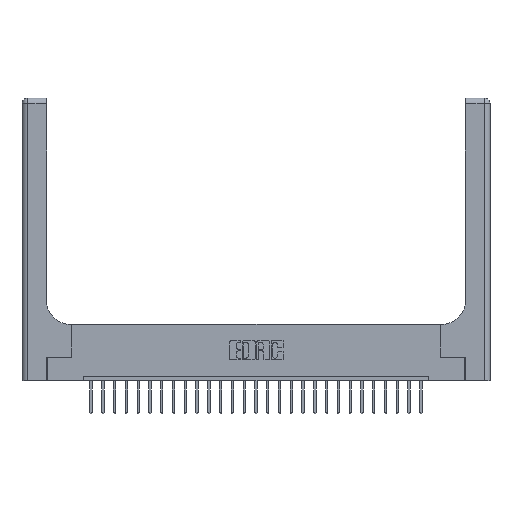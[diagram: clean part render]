
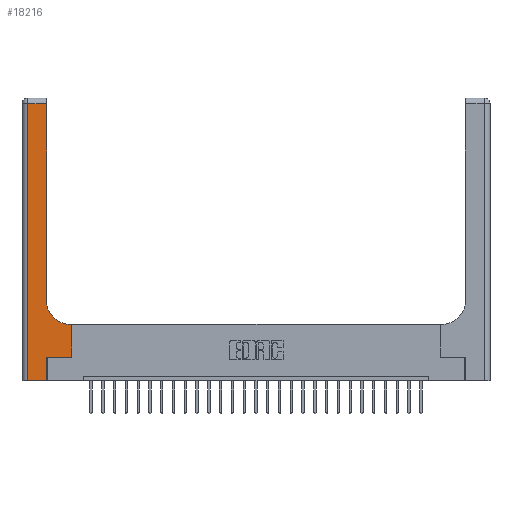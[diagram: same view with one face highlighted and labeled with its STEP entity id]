
A CAD part, top view. The second image highlights one B-rep face of the part: STEP entity #18216.
In plain terms, the highlighted planar face has unit normal (0, 0, 1).
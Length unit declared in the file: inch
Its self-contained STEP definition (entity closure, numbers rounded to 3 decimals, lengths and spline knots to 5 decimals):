
#366 = EDGE_CURVE ( 'NONE', #6743, #22034, #15955, .T. ) ;
#694 = CARTESIAN_POINT ( 'NONE',  ( 0.265, 0., 0.37 ) ) ;
#2478 = CARTESIAN_POINT ( 'NONE',  ( 0.06, 0., 0.37 ) ) ;
#2810 = VECTOR ( 'NONE', #24604, 39.37008 ) ;
#4506 = VERTEX_POINT ( 'NONE', #22345 ) ;
#4623 = CARTESIAN_POINT ( 'NONE',  ( 0., 2.94, 0.37 ) ) ;
#5124 = CARTESIAN_POINT ( 'NONE',  ( 0.265, 0.25, 0.37 ) ) ;
#5334 = CARTESIAN_POINT ( 'NONE',  ( 0.265, 0.25, 0.37 ) ) ;
#6202 = VECTOR ( 'NONE', #21202, 39.37008 ) ;
#6628 = VECTOR ( 'NONE', #19226, 39.37008 ) ;
#6743 = VERTEX_POINT ( 'NONE', #2478 ) ;
#6804 = VECTOR ( 'NONE', #21928, 39.37008 ) ;
#7392 = ORIENTED_EDGE ( 'NONE', *, *, #10445, .T. ) ;
#8204 = VECTOR ( 'NONE', #12372, 39.37008 ) ;
#8689 = CARTESIAN_POINT ( 'NONE',  ( 0.528, 0.6, 0.37 ) ) ;
#8964 = ORIENTED_EDGE ( 'NONE', *, *, #366, .T. ) ;
#9397 = CARTESIAN_POINT ( 'NONE',  ( 0.26, 2.94, 0.37 ) ) ;
#9476 = DIRECTION ( 'NONE',  ( 0., 0., -1. ) ) ;
#9481 = VERTEX_POINT ( 'NONE', #5124 ) ;
#9635 = EDGE_CURVE ( 'NONE', #4506, #20747, #24906, .T. ) ;
#9861 = CARTESIAN_POINT ( 'NONE',  ( 0.528, 0.25, 0.37 ) ) ;
#9999 = AXIS2_PLACEMENT_3D ( 'NONE', #24801, #9476, #24887 ) ;
#10445 = EDGE_CURVE ( 'NONE', #24139, #4506, #23647, .T. ) ;
#10782 = AXIS2_PLACEMENT_3D ( 'NONE', #14820, #21380, #11924 ) ;
#10894 = VECTOR ( 'NONE', #22704, 39.37008 ) ;
#11227 = EDGE_LOOP ( 'NONE', ( #24740, #21634, #14608, #8964, #21700, #13636, #12651, #7392, #15844 ) ) ;
#11521 = FACE_OUTER_BOUND ( 'NONE', #11227, .T. ) ;
#11682 = LINE ( 'NONE', #4623, #11961 ) ;
#11729 = CARTESIAN_POINT ( 'NONE',  ( 0.265, 0., 0.37 ) ) ;
#11910 = LINE ( 'NONE', #9861, #6202 ) ;
#11924 = DIRECTION ( 'NONE',  ( -1., 0., 0. ) ) ;
#11961 = VECTOR ( 'NONE', #14244, 39.37008 ) ;
#12372 = DIRECTION ( 'NONE',  ( 0., 1., 0. ) ) ;
#12538 = CARTESIAN_POINT ( 'NONE',  ( 0.26, 0.6, 0.37 ) ) ;
#12586 = CARTESIAN_POINT ( 'NONE',  ( 0., 0., 0.37 ) ) ;
#12616 = DIRECTION ( 'NONE',  ( -1., 0., 0. ) ) ;
#12640 = EDGE_CURVE ( 'NONE', #9481, #16434, #23270, .T. ) ;
#12651 = ORIENTED_EDGE ( 'NONE', *, *, #16242, .T. ) ;
#13636 = ORIENTED_EDGE ( 'NONE', *, *, #12640, .T. ) ;
#13701 = CARTESIAN_POINT ( 'NONE',  ( 0.26, 3., 0.37 ) ) ;
#14244 = DIRECTION ( 'NONE',  ( -1., 0., 0. ) ) ;
#14249 = CARTESIAN_POINT ( 'NONE',  ( 0.528, 0.25, 0.37 ) ) ;
#14608 = ORIENTED_EDGE ( 'NONE', *, *, #23572, .T. ) ;
#14820 = CARTESIAN_POINT ( 'NONE',  ( 0., 3., 0.37 ) ) ;
#15619 = LINE ( 'NONE', #13701, #6628 ) ;
#15844 = ORIENTED_EDGE ( 'NONE', *, *, #9635, .T. ) ;
#15955 = LINE ( 'NONE', #12586, #10894 ) ;
#16242 = EDGE_CURVE ( 'NONE', #16434, #24139, #11910, .T. ) ;
#16434 = VERTEX_POINT ( 'NONE', #14249 ) ;
#17206 = LINE ( 'NONE', #11729, #8204 ) ;
#18216 = ADVANCED_FACE ( 'NONE', ( #11521 ), #23982, .F. ) ;
#18293 = EDGE_CURVE ( 'NONE', #22034, #9481, #17206, .T. ) ;
#18496 = VECTOR ( 'NONE', #12616, 39.37008 ) ;
#18618 = CARTESIAN_POINT ( 'NONE',  ( 0.06, 2.94, 0.37 ) ) ;
#19226 = DIRECTION ( 'NONE',  ( 0., 1., 0. ) ) ;
#19567 = VERTEX_POINT ( 'NONE', #9397 ) ;
#19602 = EDGE_CURVE ( 'NONE', #20747, #19567, #15619, .T. ) ;
#20462 = EDGE_CURVE ( 'NONE', #19567, #23693, #11682, .T. ) ;
#20747 = VERTEX_POINT ( 'NONE', #22813 ) ;
#21202 = DIRECTION ( 'NONE',  ( 0., 1., 0. ) ) ;
#21262 = LINE ( 'NONE', #23711, #6804 ) ;
#21380 = DIRECTION ( 'NONE',  ( 0., 0., -1. ) ) ;
#21634 = ORIENTED_EDGE ( 'NONE', *, *, #20462, .T. ) ;
#21700 = ORIENTED_EDGE ( 'NONE', *, *, #18293, .T. ) ;
#21928 = DIRECTION ( 'NONE',  ( 0., -1., 0. ) ) ;
#22034 = VERTEX_POINT ( 'NONE', #694 ) ;
#22345 = CARTESIAN_POINT ( 'NONE',  ( 0.51, 0.6, 0.37 ) ) ;
#22704 = DIRECTION ( 'NONE',  ( 1., 0., 0. ) ) ;
#22813 = CARTESIAN_POINT ( 'NONE',  ( 0.26, 0.85, 0.37 ) ) ;
#23270 = LINE ( 'NONE', #5334, #2810 ) ;
#23572 = EDGE_CURVE ( 'NONE', #23693, #6743, #21262, .T. ) ;
#23647 = LINE ( 'NONE', #12538, #18496 ) ;
#23693 = VERTEX_POINT ( 'NONE', #18618 ) ;
#23711 = CARTESIAN_POINT ( 'NONE',  ( 0.06, 3., 0.37 ) ) ;
#23982 = PLANE ( 'NONE',  #10782 ) ;
#24139 = VERTEX_POINT ( 'NONE', #8689 ) ;
#24604 = DIRECTION ( 'NONE',  ( 1., 0., 0. ) ) ;
#24740 = ORIENTED_EDGE ( 'NONE', *, *, #19602, .T. ) ;
#24801 = CARTESIAN_POINT ( 'NONE',  ( 0.51, 0.85, 0.37 ) ) ;
#24887 = DIRECTION ( 'NONE',  ( 1., 0., 0. ) ) ;
#24906 = CIRCLE ( 'NONE', #9999, 0.25 ) ;
